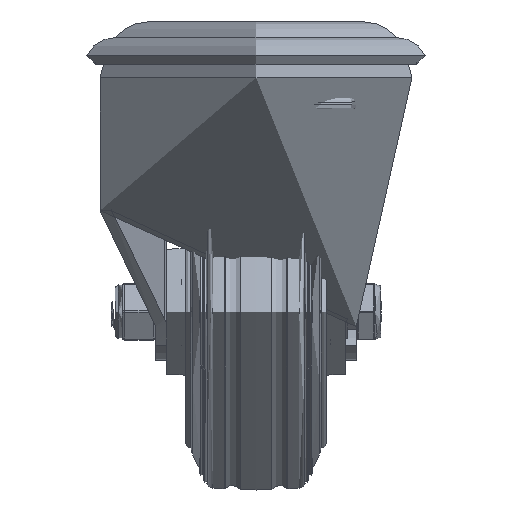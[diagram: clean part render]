
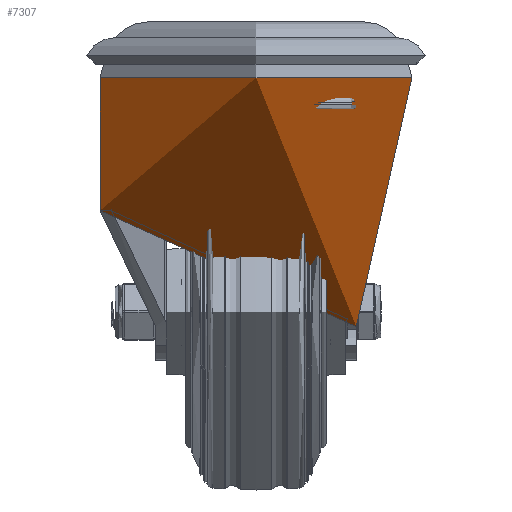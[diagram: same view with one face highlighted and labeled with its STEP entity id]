
A CAD part, left-side view. The second image highlights one B-rep face of the part: STEP entity #7307.
In plain terms, the highlighted cylindrical face has radius 35 mm (diameter 70 mm), a full revolution.
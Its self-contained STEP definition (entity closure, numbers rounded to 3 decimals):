
#527=B_SPLINE_CURVE_WITH_KNOTS('',3,(#11081,#11082,#11083,#11084,#11085,
#11086,#11087,#11088,#11089,#11090),.UNSPECIFIED.,.F.,.F.,(4,2,2,2,4),(-0.426,
-0.314,-0.201,-0.1,0.),
 .UNSPECIFIED.);
#528=B_SPLINE_CURVE_WITH_KNOTS('',3,(#11099,#11100,#11101,#11102,#11103,
#11104,#11105,#11106,#11107,#11108),.UNSPECIFIED.,.F.,.F.,(4,2,2,2,4),(-0.839,
-0.739,-0.639,-0.526,-0.413),
 .UNSPECIFIED.);
#533=B_SPLINE_CURVE_WITH_KNOTS('',3,(#11218,#11219,#11220,#11221,#11222,
#11223,#11224,#11225,#11226,#11227,#11228,#11229),.UNSPECIFIED.,.F.,.F.,
(4,2,2,2,2,4),(-6.422,-5.485,-4.547,-3.609,
-2.671,-2.589),.UNSPECIFIED.);
#538=B_SPLINE_CURVE_WITH_KNOTS('',3,(#11314,#11315,#11316,#11317,#11318,
#11319,#11320,#11321,#11322,#11323,#11324,#11325,#11326,#11327,#11328,#11329,
#11330,#11331,#11332,#11333,#11334,#11335,#11336,#11337,#11338,#11339,#11340,
#11341,#11342,#11343,#11344,#11345,#11346,#11347,#11348,#11349,#11350,#11351,
#11352,#11353,#11354,#11355,#11356,#11357),.UNSPECIFIED.,.F.,.F.,(4,2,2,
2,2,2,2,2,2,2,2,2,2,2,2,2,2,2,2,2,2,4),(-22.093,-22.011,
-21.074,-20.136,-19.198,-18.26,
-17.429,-16.597,-15.765,-14.934,
-14.285,-13.637,-12.989,-12.341,
-11.693,-11.045,-10.397,-9.749,
-8.917,-8.086,-7.254,-6.422),
 .UNSPECIFIED.);
#723=FACE_OUTER_BOUND('',#1184,.T.);
#1184=EDGE_LOOP('',(#4978,#4979,#4980,#4981,#4982,#4983,#4984,#4985,#4986,
#4987));
#1706=LINE('',#11378,#2221);
#1707=LINE('',#11379,#2222);
#1708=LINE('',#11381,#2223);
#2221=VECTOR('',#8872,35.);
#2222=VECTOR('',#8873,1000.);
#2223=VECTOR('',#8876,1000.);
#2734=CIRCLE('',#7927,35.);
#2735=CIRCLE('',#7928,35.);
#3132=VERTEX_POINT('',#11078);
#3133=VERTEX_POINT('',#11080);
#3136=VERTEX_POINT('',#11096);
#3137=VERTEX_POINT('',#11098);
#3156=VERTEX_POINT('',#11216);
#3157=VERTEX_POINT('',#11217);
#3167=VERTEX_POINT('',#11312);
#3172=VERTEX_POINT('',#11376);
#3819=EDGE_CURVE('',#3132,#3133,#527,.T.);
#3823=EDGE_CURVE('',#3136,#3137,#528,.T.);
#3843=EDGE_CURVE('',#3156,#3157,#533,.F.);
#3854=EDGE_CURVE('',#3157,#3167,#538,.F.);
#3865=EDGE_CURVE('',#3172,#3172,#2734,.T.);
#3866=EDGE_CURVE('',#3172,#3157,#1706,.T.);
#3867=EDGE_CURVE('',#3167,#3133,#1707,.T.);
#3868=EDGE_CURVE('',#3132,#3137,#2735,.T.);
#3869=EDGE_CURVE('',#3136,#3156,#1708,.T.);
#4978=ORIENTED_EDGE('',*,*,#3865,.F.);
#4979=ORIENTED_EDGE('',*,*,#3866,.T.);
#4980=ORIENTED_EDGE('',*,*,#3854,.T.);
#4981=ORIENTED_EDGE('',*,*,#3867,.T.);
#4982=ORIENTED_EDGE('',*,*,#3819,.F.);
#4983=ORIENTED_EDGE('',*,*,#3868,.T.);
#4984=ORIENTED_EDGE('',*,*,#3823,.F.);
#4985=ORIENTED_EDGE('',*,*,#3869,.T.);
#4986=ORIENTED_EDGE('',*,*,#3843,.T.);
#4987=ORIENTED_EDGE('',*,*,#3866,.F.);
#7149=CYLINDRICAL_SURFACE('',#7926,35.);
#7307=ADVANCED_FACE('',(#723),#7149,.T.);
#7926=AXIS2_PLACEMENT_3D('',#11375,#8868,#8869);
#7927=AXIS2_PLACEMENT_3D('',#11377,#8870,#8871);
#7928=AXIS2_PLACEMENT_3D('',#11380,#8874,#8875);
#8868=DIRECTION('center_axis',(0.,0.,1.));
#8869=DIRECTION('ref_axis',(0.,-1.,0.));
#8870=DIRECTION('center_axis',(0.,0.,1.));
#8871=DIRECTION('ref_axis',(0.,-1.,0.));
#8872=DIRECTION('',(0.,0.,-1.));
#8873=DIRECTION('',(0.,0.,1.));
#8874=DIRECTION('center_axis',(0.,0.,1.));
#8875=DIRECTION('ref_axis',(0.,-1.,0.));
#8876=DIRECTION('',(0.,0.,-1.));
#11078=CARTESIAN_POINT('',(28.723,-20.,-4.008));
#11080=CARTESIAN_POINT('',(26.81,-22.5,-6.508));
#11081=CARTESIAN_POINT('Ctrl Pts',(28.723,-20.,-4.008));
#11082=CARTESIAN_POINT('Ctrl Pts',(28.508,-20.308,-4.008));
#11083=CARTESIAN_POINT('Ctrl Pts',(28.271,-20.637,-4.068));
#11084=CARTESIAN_POINT('Ctrl Pts',(27.813,-21.251,-4.318));
#11085=CARTESIAN_POINT('Ctrl Pts',(27.591,-21.536,-4.509));
#11086=CARTESIAN_POINT('Ctrl Pts',(27.243,-21.974,-4.947));
#11087=CARTESIAN_POINT('Ctrl Pts',(27.087,-22.166,-5.215));
#11088=CARTESIAN_POINT('Ctrl Pts',(26.87,-22.429,-5.828));
#11089=CARTESIAN_POINT('Ctrl Pts',(26.81,-22.5,-6.173));
#11090=CARTESIAN_POINT('Ctrl Pts',(26.81,-22.5,-6.508));
#11096=CARTESIAN_POINT('',(26.81,22.5,-6.508));
#11098=CARTESIAN_POINT('',(28.723,20.,-4.008));
#11099=CARTESIAN_POINT('Ctrl Pts',(26.81,22.5,-6.508));
#11100=CARTESIAN_POINT('Ctrl Pts',(26.81,22.5,-6.173));
#11101=CARTESIAN_POINT('Ctrl Pts',(26.87,22.429,-5.828));
#11102=CARTESIAN_POINT('Ctrl Pts',(27.087,22.166,-5.215));
#11103=CARTESIAN_POINT('Ctrl Pts',(27.243,21.974,-4.947));
#11104=CARTESIAN_POINT('Ctrl Pts',(27.591,21.536,-4.509));
#11105=CARTESIAN_POINT('Ctrl Pts',(27.813,21.251,-4.318));
#11106=CARTESIAN_POINT('Ctrl Pts',(28.271,20.637,-4.068));
#11107=CARTESIAN_POINT('Ctrl Pts',(28.508,20.308,-4.008));
#11108=CARTESIAN_POINT('Ctrl Pts',(28.723,20.,-4.008));
#11216=CARTESIAN_POINT('',(26.81,22.5,-58.876));
#11217=CARTESIAN_POINT('',(0.,35.,-32.843));
#11218=CARTESIAN_POINT('Ctrl Pts',(0.,35.,-32.843));
#11219=CARTESIAN_POINT('Ctrl Pts',(2.391,35.,-34.856));
#11220=CARTESIAN_POINT('Ctrl Pts',(4.837,34.752,-36.991));
#11221=CARTESIAN_POINT('Ctrl Pts',(9.67,33.728,-41.371));
#11222=CARTESIAN_POINT('Ctrl Pts',(12.056,32.953,-43.617));
#11223=CARTESIAN_POINT('Ctrl Pts',(16.624,30.902,-48.075));
#11224=CARTESIAN_POINT('Ctrl Pts',(18.807,29.625,-50.287));
#11225=CARTESIAN_POINT('Ctrl Pts',(22.853,26.629,-54.522));
#11226=CARTESIAN_POINT('Ctrl Pts',(24.717,24.909,-56.544));
#11227=CARTESIAN_POINT('Ctrl Pts',(26.52,22.841,-58.552));
#11228=CARTESIAN_POINT('Ctrl Pts',(26.665,22.672,-58.714));
#11229=CARTESIAN_POINT('Ctrl Pts',(26.81,22.5,-58.876));
#11312=CARTESIAN_POINT('',(26.81,-22.5,-58.876));
#11314=CARTESIAN_POINT('Ctrl Pts',(26.81,-22.5,-58.876));
#11315=CARTESIAN_POINT('Ctrl Pts',(26.665,-22.672,-58.714));
#11316=CARTESIAN_POINT('Ctrl Pts',(26.52,-22.841,-58.552));
#11317=CARTESIAN_POINT('Ctrl Pts',(24.717,-24.909,-56.544));
#11318=CARTESIAN_POINT('Ctrl Pts',(22.853,-26.629,-54.522));
#11319=CARTESIAN_POINT('Ctrl Pts',(18.807,-29.625,-50.287));
#11320=CARTESIAN_POINT('Ctrl Pts',(16.624,-30.902,-48.075));
#11321=CARTESIAN_POINT('Ctrl Pts',(12.056,-32.953,-43.617));
#11322=CARTESIAN_POINT('Ctrl Pts',(9.67,-33.728,-41.371));
#11323=CARTESIAN_POINT('Ctrl Pts',(4.837,-34.752,-36.991));
#11324=CARTESIAN_POINT('Ctrl Pts',(2.391,-35.,-34.856));
#11325=CARTESIAN_POINT('Ctrl Pts',(-2.121,-35.,-31.057));
#11326=CARTESIAN_POINT('Ctrl Pts',(-4.358,-34.805,
-29.231));
#11327=CARTESIAN_POINT('Ctrl Pts',(-8.903,-33.928,-25.65));
#11328=CARTESIAN_POINT('Ctrl Pts',(-11.209,-33.246,
-23.894));
#11329=CARTESIAN_POINT('Ctrl Pts',(-15.716,-31.368,-20.574));
#11330=CARTESIAN_POINT('Ctrl Pts',(-17.919,-30.17,-19.007));
#11331=CARTESIAN_POINT('Ctrl Pts',(-22.053,-27.295,-16.151));
#11332=CARTESIAN_POINT('Ctrl Pts',(-23.983,-25.617,
-14.862));
#11333=CARTESIAN_POINT('Ctrl Pts',(-27.044,-22.306,
-12.863));
#11334=CARTESIAN_POINT('Ctrl Pts',(-28.333,-20.659,
-12.039));
#11335=CARTESIAN_POINT('Ctrl Pts',(-30.643,-17.046,
-10.586));
#11336=CARTESIAN_POINT('Ctrl Pts',(-31.663,-15.079,-9.957));
#11337=CARTESIAN_POINT('Ctrl Pts',(-33.319,-10.946,
-8.947));
#11338=CARTESIAN_POINT('Ctrl Pts',(-33.956,-8.775,
-8.564));
#11339=CARTESIAN_POINT('Ctrl Pts',(-34.796,-4.382,
-8.06));
#11340=CARTESIAN_POINT('Ctrl Pts',(-35.,-2.16,-7.94));
#11341=CARTESIAN_POINT('Ctrl Pts',(-35.,2.16,-7.94));
#11342=CARTESIAN_POINT('Ctrl Pts',(-34.796,4.382,-8.06));
#11343=CARTESIAN_POINT('Ctrl Pts',(-33.956,8.775,-8.564));
#11344=CARTESIAN_POINT('Ctrl Pts',(-33.319,10.946,-8.947));
#11345=CARTESIAN_POINT('Ctrl Pts',(-31.663,15.079,-9.957));
#11346=CARTESIAN_POINT('Ctrl Pts',(-30.643,17.046,-10.586));
#11347=CARTESIAN_POINT('Ctrl Pts',(-28.333,20.659,-12.039));
#11348=CARTESIAN_POINT('Ctrl Pts',(-27.044,22.306,-12.863));
#11349=CARTESIAN_POINT('Ctrl Pts',(-23.983,25.617,-14.862));
#11350=CARTESIAN_POINT('Ctrl Pts',(-22.053,27.295,-16.151));
#11351=CARTESIAN_POINT('Ctrl Pts',(-17.919,30.17,-19.007));
#11352=CARTESIAN_POINT('Ctrl Pts',(-15.716,31.368,-20.574));
#11353=CARTESIAN_POINT('Ctrl Pts',(-11.209,33.246,-23.894));
#11354=CARTESIAN_POINT('Ctrl Pts',(-8.903,33.928,-25.65));
#11355=CARTESIAN_POINT('Ctrl Pts',(-4.358,34.805,-29.231));
#11356=CARTESIAN_POINT('Ctrl Pts',(-2.121,35.,-31.057));
#11357=CARTESIAN_POINT('Ctrl Pts',(0.,35.,-32.843));
#11375=CARTESIAN_POINT('Origin',(0.,0.,-66.511));
#11376=CARTESIAN_POINT('',(0.,35.,-3.009));
#11377=CARTESIAN_POINT('Origin',(0.,0.,-3.009));
#11378=CARTESIAN_POINT('',(0.,35.,-66.511));
#11379=CARTESIAN_POINT('',(26.81,-22.5,-35.259));
#11380=CARTESIAN_POINT('Origin',(0.,0.,-4.008));
#11381=CARTESIAN_POINT('',(26.81,22.5,-35.259));
